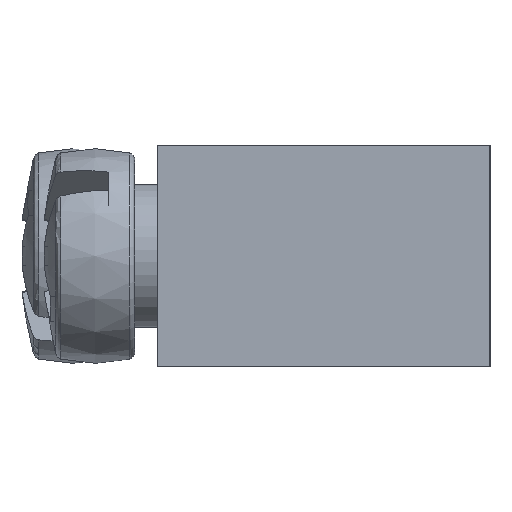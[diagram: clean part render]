
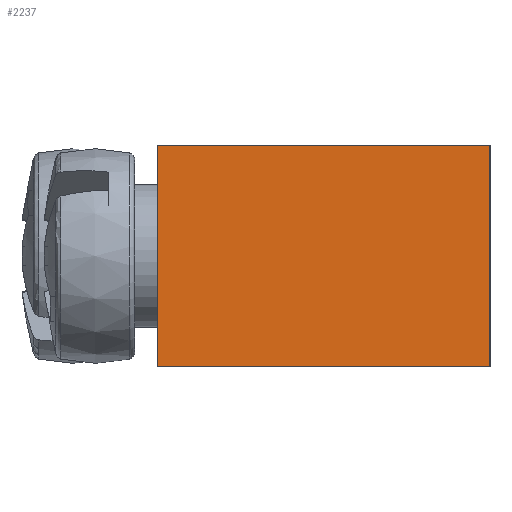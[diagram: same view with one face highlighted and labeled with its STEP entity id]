
A CAD part, left-side view. The second image highlights one B-rep face of the part: STEP entity #2237.
In plain terms, the highlighted planar face has unit normal (-1, 0, 0).
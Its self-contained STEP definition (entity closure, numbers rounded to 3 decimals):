
#127=LINE('',#3630,#161);
#129=LINE('',#3685,#163);
#134=LINE('',#4442,#168);
#135=LINE('',#4444,#169);
#161=VECTOR('',#2634,9.);
#163=VECTOR('',#2688,9.);
#168=VECTOR('',#3041,6.);
#169=VECTOR('',#3044,6.);
#196=PLANE('',#2493);
#723=FACE_OUTER_BOUND('',#1024,.T.);
#1024=EDGE_LOOP('',(#1820,#1821,#1822,#1823));
#1136=VERTEX_POINT('',#3623);
#1139=VERTEX_POINT('',#3628);
#1165=VERTEX_POINT('',#3682);
#1166=VERTEX_POINT('',#3684);
#1338=EDGE_CURVE('',#1139,#1136,#127,.T.);
#1364=EDGE_CURVE('',#1165,#1166,#129,.T.);
#1470=EDGE_CURVE('',#1166,#1139,#134,.T.);
#1471=EDGE_CURVE('',#1136,#1165,#135,.T.);
#1820=ORIENTED_EDGE('',*,*,#1470,.F.);
#1821=ORIENTED_EDGE('',*,*,#1364,.F.);
#1822=ORIENTED_EDGE('',*,*,#1471,.F.);
#1823=ORIENTED_EDGE('',*,*,#1338,.F.);
#2237=ADVANCED_FACE('',(#723),#196,.T.);
#2493=AXIS2_PLACEMENT_3D('',#4443,#3042,#3043);
#2634=DIRECTION('',(0.,1.,0.));
#2688=DIRECTION('',(0.,-1.,0.));
#3041=DIRECTION('',(0.,0.,-1.));
#3042=DIRECTION('center_axis',(-1.,0.,0.));
#3043=DIRECTION('ref_axis',(0.,-1.,0.));
#3044=DIRECTION('',(0.,0.,1.));
#3623=CARTESIAN_POINT('',(-81.,4.5,-3.));
#3628=CARTESIAN_POINT('',(-81.,-4.5,-3.));
#3630=CARTESIAN_POINT('',(-81.,-4.5,-3.));
#3682=CARTESIAN_POINT('',(-81.,4.5,3.));
#3684=CARTESIAN_POINT('',(-81.,-4.5,3.));
#3685=CARTESIAN_POINT('',(-81.,-4.5,3.));
#4442=CARTESIAN_POINT('',(-81.,-4.5,0.));
#4443=CARTESIAN_POINT('Origin',(-81.,4.5,0.));
#4444=CARTESIAN_POINT('',(-81.,4.5,0.));
